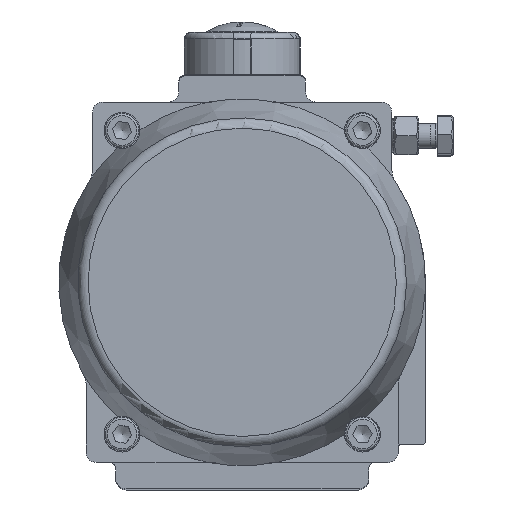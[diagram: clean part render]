
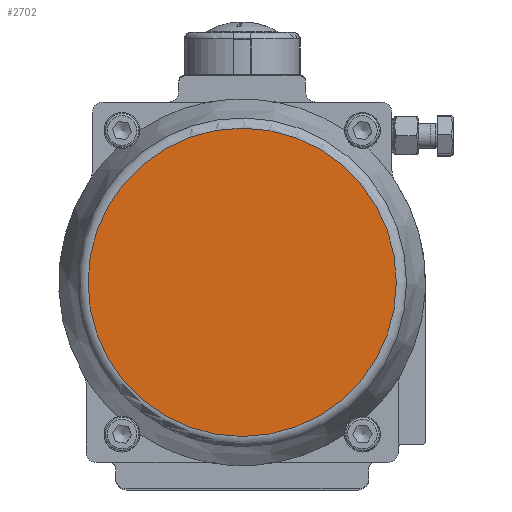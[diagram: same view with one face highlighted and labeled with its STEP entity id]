
A CAD part, front view. The second image highlights one B-rep face of the part: STEP entity #2702.
In plain terms, the highlighted planar face has unit normal (0, -1, 0).
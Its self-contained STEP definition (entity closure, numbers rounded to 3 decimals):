
#1110=FACE_OUTER_BOUND('',#8731,.T.);
#1946=PLANE('',#20952);
#2702=ADVANCED_FACE('',(#1110),#1946,.T.);
#6886=CIRCLE('',#20951,73.12);
#8731=EDGE_LOOP('',(#10686));
#10686=ORIENTED_EDGE('',*,*,#17723,.T.);
#15728=VERTEX_POINT('',#30253);
#17723=EDGE_CURVE('',#15728,#15728,#6886,.T.);
#20951=AXIS2_PLACEMENT_3D('',#30252,#23739,#23740);
#20952=AXIS2_PLACEMENT_3D('',#30254,#23741,#23742);
#23739=DIRECTION('',(0.,-1.,0.));
#23740=DIRECTION('',(0.,0.,-1.));
#23741=DIRECTION('',(0.,-1.,0.));
#23742=DIRECTION('',(0.,0.,-1.));
#30252=CARTESIAN_POINT('',(0.,-59.,0.));
#30253=CARTESIAN_POINT('',(0.,-59.,-73.12));
#30254=CARTESIAN_POINT('',(0.,-59.,0.));
